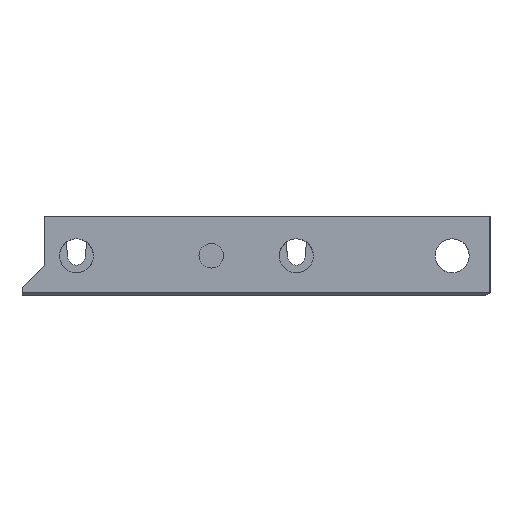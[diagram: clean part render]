
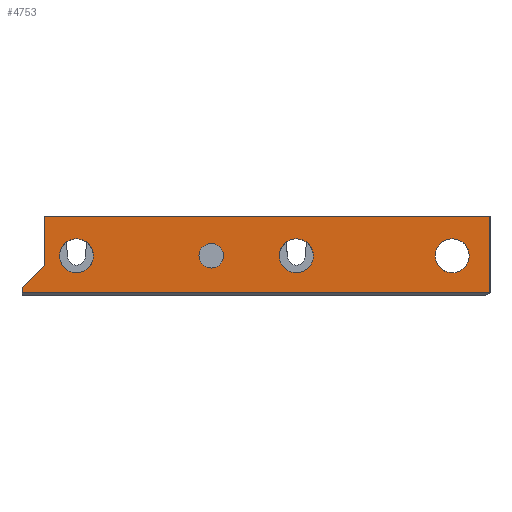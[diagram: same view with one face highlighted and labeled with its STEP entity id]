
A CAD part, top view. The second image highlights one B-rep face of the part: STEP entity #4753.
In plain terms, the highlighted face is planar.
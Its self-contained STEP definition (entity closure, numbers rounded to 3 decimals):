
#88 = CIRCLE ( 'NONE', #3709, 3.25 ) ;
#95 = AXIS2_PLACEMENT_3D ( 'NONE', #7027, #2736, #228 ) ;
#228 = DIRECTION ( 'NONE',  ( 1., 0., 0. ) ) ;
#233 = ORIENTED_EDGE ( 'NONE', *, *, #5524, .T. ) ;
#266 = EDGE_CURVE ( 'NONE', #5986, #726, #7053, .T. ) ;
#335 = CIRCLE ( 'NONE', #4219, 3.25 ) ;
#421 = PLANE ( 'NONE',  #7640 ) ;
#444 = EDGE_LOOP ( 'NONE', ( #574, #2650 ) ) ;
#474 = CARTESIAN_POINT ( 'NONE',  ( 0., 0., 15. ) ) ;
#540 = ORIENTED_EDGE ( 'NONE', *, *, #5531, .T. ) ;
#542 = EDGE_CURVE ( 'NONE', #3241, #726, #3564, .T. ) ;
#574 = ORIENTED_EDGE ( 'NONE', *, *, #2630, .T. ) ;
#623 = DIRECTION ( 'NONE',  ( 0., -1., 0. ) ) ;
#629 = CIRCLE ( 'NONE', #7385, 3.25 ) ;
#726 = VERTEX_POINT ( 'NONE', #6318 ) ;
#734 = VERTEX_POINT ( 'NONE', #785 ) ;
#778 = EDGE_CURVE ( 'NONE', #7743, #734, #7846, .T. ) ;
#783 = CARTESIAN_POINT ( 'NONE',  ( -79., 0., 7.5 ) ) ;
#785 = CARTESIAN_POINT ( 'NONE',  ( -55.6, 0., 7.5 ) ) ;
#796 = CARTESIAN_POINT ( 'NONE',  ( -85.087, 0., 5.672 ) ) ;
#799 = ORIENTED_EDGE ( 'NONE', *, *, #6882, .F. ) ;
#966 = ORIENTED_EDGE ( 'NONE', *, *, #778, .F. ) ;
#1130 = LINE ( 'NONE', #1729, #7964 ) ;
#1267 = DIRECTION ( 'NONE',  ( 1., 0., 0. ) ) ;
#1281 = CARTESIAN_POINT ( 'NONE',  ( -89.4, 0., 15. ) ) ;
#1308 = DIRECTION ( 'NONE',  ( 0., 1., 0. ) ) ;
#1318 = DIRECTION ( 'NONE',  ( 1., 0., 0. ) ) ;
#1320 = ORIENTED_EDGE ( 'NONE', *, *, #542, .F. ) ;
#1349 = EDGE_CURVE ( 'NONE', #5986, #3107, #6856, .T. ) ;
#1410 = EDGE_CURVE ( 'NONE', #3107, #6253, #1130, .T. ) ;
#1511 = CIRCLE ( 'NONE', #95, 3.25 ) ;
#1681 = LINE ( 'NONE', #474, #4630 ) ;
#1724 = DIRECTION ( 'NONE',  ( 0., -1., 0. ) ) ;
#1729 = CARTESIAN_POINT ( 'NONE',  ( -82.629, 0., 8.129 ) ) ;
#1835 = DIRECTION ( 'NONE',  ( 0., 0., 1. ) ) ;
#2028 = AXIS2_PLACEMENT_3D ( 'NONE', #6192, #623, #3084 ) ;
#2086 = CARTESIAN_POINT ( 'NONE',  ( 0., 0., 0.4 ) ) ;
#2246 = FACE_BOUND ( 'NONE', #4100, .T. ) ;
#2292 = VERTEX_POINT ( 'NONE', #7461 ) ;
#2472 = DIRECTION ( 'NONE',  ( 1., 0., 0. ) ) ;
#2630 = EDGE_CURVE ( 'NONE', #2292, #5859, #335, .T. ) ;
#2650 = ORIENTED_EDGE ( 'NONE', *, *, #5218, .T. ) ;
#2736 = DIRECTION ( 'NONE',  ( 0., 1., 0. ) ) ;
#2831 = DIRECTION ( 'NONE',  ( 0.707, 0., 0.707 ) ) ;
#2911 = CARTESIAN_POINT ( 'NONE',  ( -85.087, 0., 15. ) ) ;
#2948 = VECTOR ( 'NONE', #6761, 1000. ) ;
#3021 = AXIS2_PLACEMENT_3D ( 'NONE', #6054, #1724, #6517 ) ;
#3084 = DIRECTION ( 'NONE',  ( -1., 0., 0. ) ) ;
#3107 = VERTEX_POINT ( 'NONE', #6634 ) ;
#3164 = VERTEX_POINT ( 'NONE', #5997 ) ;
#3241 = VERTEX_POINT ( 'NONE', #4979 ) ;
#3251 = ORIENTED_EDGE ( 'NONE', *, *, #3490, .T. ) ;
#3271 = VECTOR ( 'NONE', #1835, 1000. ) ;
#3273 = EDGE_LOOP ( 'NONE', ( #799, #7912, #5802, #5275, #1320, #6755 ) ) ;
#3339 = EDGE_CURVE ( 'NONE', #734, #7743, #3959, .T. ) ;
#3383 = CARTESIAN_POINT ( 'NONE',  ( -89.4, 0., 0.4 ) ) ;
#3478 = VERTEX_POINT ( 'NONE', #7680 ) ;
#3490 = EDGE_CURVE ( 'NONE', #7845, #3164, #88, .T. ) ;
#3517 = DIRECTION ( 'NONE',  ( 1., 0., 0. ) ) ;
#3564 = LINE ( 'NONE', #5415, #6807 ) ;
#3615 = EDGE_CURVE ( 'NONE', #3241, #5055, #1681, .T. ) ;
#3709 = AXIS2_PLACEMENT_3D ( 'NONE', #7034, #7752, #6426 ) ;
#3764 = DIRECTION ( 'NONE',  ( 1., 0., 0. ) ) ;
#3861 = CARTESIAN_POINT ( 'NONE',  ( -50.9, 0., 7.5 ) ) ;
#3959 = CIRCLE ( 'NONE', #2028, 2.35 ) ;
#4020 = CARTESIAN_POINT ( 'NONE',  ( -89.5, 0., 15. ) ) ;
#4100 = EDGE_LOOP ( 'NONE', ( #540, #3251 ) ) ;
#4101 = FACE_BOUND ( 'NONE', #444, .T. ) ;
#4126 = CARTESIAN_POINT ( 'NONE',  ( -82.25, 0., 7.5 ) ) ;
#4156 = DIRECTION ( 'NONE',  ( -1., 0., 0. ) ) ;
#4219 = AXIS2_PLACEMENT_3D ( 'NONE', #6307, #6028, #3764 ) ;
#4302 = LINE ( 'NONE', #2911, #2948 ) ;
#4346 = CARTESIAN_POINT ( 'NONE',  ( -7.23, 0., 7.5 ) ) ;
#4454 = VECTOR ( 'NONE', #1318, 1000. ) ;
#4478 = EDGE_LOOP ( 'NONE', ( #7230, #233 ) ) ;
#4630 = VECTOR ( 'NONE', #4156, 1000. ) ;
#4652 = DIRECTION ( 'NONE',  ( -1., 0., 0. ) ) ;
#4753 = ADVANCED_FACE ( 'NONE', ( #7825, #6531, #7177, #4101, #2246 ), #421, .T. ) ;
#4764 = CIRCLE ( 'NONE', #6340, 3.25 ) ;
#4979 = CARTESIAN_POINT ( 'NONE',  ( 0., 0., 15. ) ) ;
#5055 = VERTEX_POINT ( 'NONE', #5710 ) ;
#5201 = CARTESIAN_POINT ( 'NONE',  ( -40.25, 0., 7.5 ) ) ;
#5218 = EDGE_CURVE ( 'NONE', #5859, #2292, #629, .T. ) ;
#5275 = ORIENTED_EDGE ( 'NONE', *, *, #266, .T. ) ;
#5415 = CARTESIAN_POINT ( 'NONE',  ( 0., 0., 15. ) ) ;
#5524 = EDGE_CURVE ( 'NONE', #7274, #3478, #4764, .T. ) ;
#5531 = EDGE_CURVE ( 'NONE', #3164, #7845, #7110, .T. ) ;
#5710 = CARTESIAN_POINT ( 'NONE',  ( -85.087, 0., 15. ) ) ;
#5802 = ORIENTED_EDGE ( 'NONE', *, *, #1349, .F. ) ;
#5809 = AXIS2_PLACEMENT_3D ( 'NONE', #4346, #6399, #1267 ) ;
#5854 = ORIENTED_EDGE ( 'NONE', *, *, #3339, .F. ) ;
#5859 = VERTEX_POINT ( 'NONE', #5201 ) ;
#5916 = EDGE_CURVE ( 'NONE', #3478, #7274, #1511, .T. ) ;
#5986 = VERTEX_POINT ( 'NONE', #3383 ) ;
#5995 = DIRECTION ( 'NONE',  ( 0., -1., 0. ) ) ;
#5997 = CARTESIAN_POINT ( 'NONE',  ( -3.98, 0., 7.5 ) ) ;
#6028 = DIRECTION ( 'NONE',  ( 0., 1., 0. ) ) ;
#6054 = CARTESIAN_POINT ( 'NONE',  ( -53.25, 0., 7.5 ) ) ;
#6192 = CARTESIAN_POINT ( 'NONE',  ( -53.25, 0., 7.5 ) ) ;
#6253 = VERTEX_POINT ( 'NONE', #796 ) ;
#6307 = CARTESIAN_POINT ( 'NONE',  ( -37., 0., 7.5 ) ) ;
#6318 = CARTESIAN_POINT ( 'NONE',  ( 0., 0., 0.4 ) ) ;
#6340 = AXIS2_PLACEMENT_3D ( 'NONE', #783, #1308, #2472 ) ;
#6399 = DIRECTION ( 'NONE',  ( 0., 1., 0. ) ) ;
#6426 = DIRECTION ( 'NONE',  ( 1., 0., 0. ) ) ;
#6517 = DIRECTION ( 'NONE',  ( -1., 0., 0. ) ) ;
#6531 = FACE_BOUND ( 'NONE', #7582, .T. ) ;
#6599 = CARTESIAN_POINT ( 'NONE',  ( -37., 0., 7.5 ) ) ;
#6634 = CARTESIAN_POINT ( 'NONE',  ( -89.4, 0., 1.359 ) ) ;
#6680 = DIRECTION ( 'NONE',  ( 0., 1., 0. ) ) ;
#6755 = ORIENTED_EDGE ( 'NONE', *, *, #3615, .T. ) ;
#6761 = DIRECTION ( 'NONE',  ( 0., 0., 1. ) ) ;
#6807 = VECTOR ( 'NONE', #7287, 1000. ) ;
#6856 = LINE ( 'NONE', #1281, #3271 ) ;
#6882 = EDGE_CURVE ( 'NONE', #6253, #5055, #4302, .T. ) ;
#7013 = CARTESIAN_POINT ( 'NONE',  ( -10.48, 0., 7.5 ) ) ;
#7027 = CARTESIAN_POINT ( 'NONE',  ( -79., 0., 7.5 ) ) ;
#7034 = CARTESIAN_POINT ( 'NONE',  ( -7.23, 0., 7.5 ) ) ;
#7053 = LINE ( 'NONE', #2086, #4454 ) ;
#7110 = CIRCLE ( 'NONE', #5809, 3.25 ) ;
#7177 = FACE_BOUND ( 'NONE', #4478, .T. ) ;
#7230 = ORIENTED_EDGE ( 'NONE', *, *, #5916, .T. ) ;
#7274 = VERTEX_POINT ( 'NONE', #4126 ) ;
#7287 = DIRECTION ( 'NONE',  ( 0., 0., -1. ) ) ;
#7385 = AXIS2_PLACEMENT_3D ( 'NONE', #6599, #6680, #3517 ) ;
#7461 = CARTESIAN_POINT ( 'NONE',  ( -33.75, 0., 7.5 ) ) ;
#7582 = EDGE_LOOP ( 'NONE', ( #5854, #966 ) ) ;
#7640 = AXIS2_PLACEMENT_3D ( 'NONE', #4020, #5995, #4652 ) ;
#7680 = CARTESIAN_POINT ( 'NONE',  ( -75.75, 0., 7.5 ) ) ;
#7743 = VERTEX_POINT ( 'NONE', #3861 ) ;
#7752 = DIRECTION ( 'NONE',  ( 0., 1., 0. ) ) ;
#7825 = FACE_OUTER_BOUND ( 'NONE', #3273, .T. ) ;
#7845 = VERTEX_POINT ( 'NONE', #7013 ) ;
#7846 = CIRCLE ( 'NONE', #3021, 2.35 ) ;
#7912 = ORIENTED_EDGE ( 'NONE', *, *, #1410, .F. ) ;
#7964 = VECTOR ( 'NONE', #2831, 1000. ) ;
